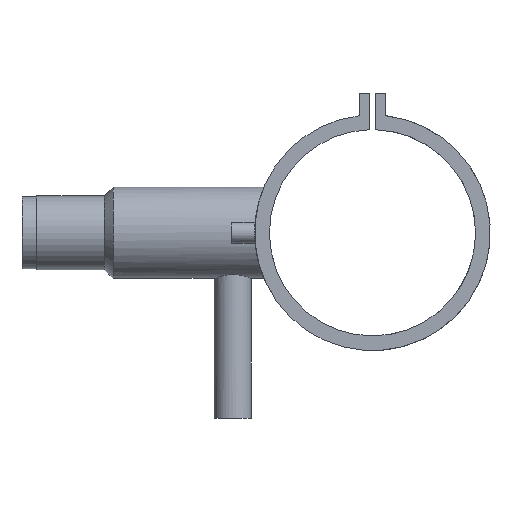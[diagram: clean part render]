
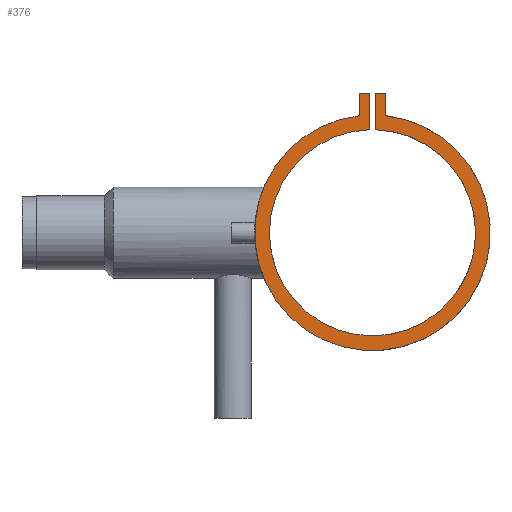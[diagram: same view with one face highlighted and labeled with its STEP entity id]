
A CAD part, left-side view. The second image highlights one B-rep face of the part: STEP entity #376.
In plain terms, the highlighted planar face has unit normal (-1, 0, 0).
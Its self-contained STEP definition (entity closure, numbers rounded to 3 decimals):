
#7 = VERTEX_POINT ( 'NONE', #733 ) ;
#83 = CIRCLE ( 'NONE', #1462, 70. ) ;
#186 = CARTESIAN_POINT ( 'NONE',  ( -69., -9., 94.492 ) ) ;
#191 = EDGE_CURVE ( 'NONE', #1693, #1624, #2030, .T. ) ;
#239 = CARTESIAN_POINT ( 'NONE',  ( -69., 0., 0. ) ) ;
#268 = CARTESIAN_POINT ( 'NONE',  ( -69., 0., 0. ) ) ;
#321 = EDGE_CURVE ( 'NONE', #357, #7, #1578, .T. ) ;
#328 = VECTOR ( 'NONE', #1371, 1000. ) ;
#332 = ORIENTED_EDGE ( 'NONE', *, *, #540, .F. ) ;
#343 = CARTESIAN_POINT ( 'NONE',  ( -69., 9., 94.492 ) ) ;
#347 = VERTEX_POINT ( 'NONE', #2130 ) ;
#357 = VERTEX_POINT ( 'NONE', #2146 ) ;
#359 = VECTOR ( 'NONE', #2453, 1000. ) ;
#376 = ADVANCED_FACE ( 'NONE', ( #1211 ), #1955, .F. ) ;
#408 = VERTEX_POINT ( 'NONE', #662 ) ;
#488 = LINE ( 'NONE', #1239, #1194 ) ;
#526 = AXIS2_PLACEMENT_3D ( 'NONE', #239, #1005, #1744 ) ;
#533 = LINE ( 'NONE', #1279, #695 ) ;
#540 = EDGE_CURVE ( 'NONE', #1624, #347, #958, .T. ) ;
#606 = CARTESIAN_POINT ( 'NONE',  ( -69., -2., 69.971 ) ) ;
#630 = CARTESIAN_POINT ( 'NONE',  ( -69., -2., 94.492 ) ) ;
#642 = CARTESIAN_POINT ( 'NONE',  ( -69., 2., 94.492 ) ) ;
#656 = CARTESIAN_POINT ( 'NONE',  ( -69., 0., 0. ) ) ;
#662 = CARTESIAN_POINT ( 'NONE',  ( -69., -2., 94.492 ) ) ;
#695 = VECTOR ( 'NONE', #2028, 1000. ) ;
#733 = CARTESIAN_POINT ( 'NONE',  ( -69., 9., 79.492 ) ) ;
#856 = CARTESIAN_POINT ( 'NONE',  ( -69., 9., 94.492 ) ) ;
#951 = DIRECTION ( 'NONE',  ( 0., 0., -1. ) ) ;
#958 = LINE ( 'NONE', #1697, #359 ) ;
#981 = EDGE_CURVE ( 'NONE', #1593, #357, #1879, .T. ) ;
#1005 = DIRECTION ( 'NONE',  ( 1., 0., 0. ) ) ;
#1011 = ORIENTED_EDGE ( 'NONE', *, *, #981, .F. ) ;
#1031 = DIRECTION ( 'NONE',  ( 1., 0., 0. ) ) ;
#1098 = DIRECTION ( 'NONE',  ( 0., -1., 0. ) ) ;
#1191 = VECTOR ( 'NONE', #1098, 1000. ) ;
#1194 = VECTOR ( 'NONE', #1984, 1000. ) ;
#1211 = FACE_OUTER_BOUND ( 'NONE', #1328, .T. ) ;
#1234 = VECTOR ( 'NONE', #951, 1000. ) ;
#1239 = CARTESIAN_POINT ( 'NONE',  ( -69., -2., 94.492 ) ) ;
#1264 = ORIENTED_EDGE ( 'NONE', *, *, #321, .F. ) ;
#1279 = CARTESIAN_POINT ( 'NONE',  ( -69., 9., 94.492 ) ) ;
#1328 = EDGE_LOOP ( 'NONE', ( #1264, #1011, #1919, #1605, #1339, #332, #1952, #1495 ) ) ;
#1339 = ORIENTED_EDGE ( 'NONE', *, *, #1666, .F. ) ;
#1343 = EDGE_CURVE ( 'NONE', #2135, #408, #488, .T. ) ;
#1371 = DIRECTION ( 'NONE',  ( 0., -1., 0. ) ) ;
#1398 = DIRECTION ( 'NONE',  ( -1., 0., 0. ) ) ;
#1456 = AXIS2_PLACEMENT_3D ( 'NONE', #268, #1031, #1769 ) ;
#1462 = AXIS2_PLACEMENT_3D ( 'NONE', #656, #1398, #2153 ) ;
#1495 = ORIENTED_EDGE ( 'NONE', *, *, #2025, .F. ) ;
#1578 = CIRCLE ( 'NONE', #526, 80. ) ;
#1583 = EDGE_CURVE ( 'NONE', #408, #1593, #2310, .T. ) ;
#1593 = VERTEX_POINT ( 'NONE', #2124 ) ;
#1605 = ORIENTED_EDGE ( 'NONE', *, *, #1343, .F. ) ;
#1624 = VERTEX_POINT ( 'NONE', #642 ) ;
#1666 = EDGE_CURVE ( 'NONE', #347, #2135, #83, .T. ) ;
#1693 = VERTEX_POINT ( 'NONE', #856 ) ;
#1697 = CARTESIAN_POINT ( 'NONE',  ( -69., 2., 94.492 ) ) ;
#1744 = DIRECTION ( 'NONE',  ( 0., 0., -1. ) ) ;
#1769 = DIRECTION ( 'NONE',  ( 0., 0., -1. ) ) ;
#1879 = LINE ( 'NONE', #186, #1234 ) ;
#1919 = ORIENTED_EDGE ( 'NONE', *, *, #1583, .F. ) ;
#1952 = ORIENTED_EDGE ( 'NONE', *, *, #191, .F. ) ;
#1955 = PLANE ( 'NONE',  #1456 ) ;
#1984 = DIRECTION ( 'NONE',  ( 0., 0., 1. ) ) ;
#2025 = EDGE_CURVE ( 'NONE', #7, #1693, #533, .T. ) ;
#2028 = DIRECTION ( 'NONE',  ( 0., 0., 1. ) ) ;
#2030 = LINE ( 'NONE', #343, #1191 ) ;
#2124 = CARTESIAN_POINT ( 'NONE',  ( -69., -9., 94.492 ) ) ;
#2130 = CARTESIAN_POINT ( 'NONE',  ( -69., 2., 69.971 ) ) ;
#2135 = VERTEX_POINT ( 'NONE', #606 ) ;
#2146 = CARTESIAN_POINT ( 'NONE',  ( -69., -9., 79.492 ) ) ;
#2153 = DIRECTION ( 'NONE',  ( 0., 0., -1. ) ) ;
#2310 = LINE ( 'NONE', #630, #328 ) ;
#2453 = DIRECTION ( 'NONE',  ( 0., 0., -1. ) ) ;
